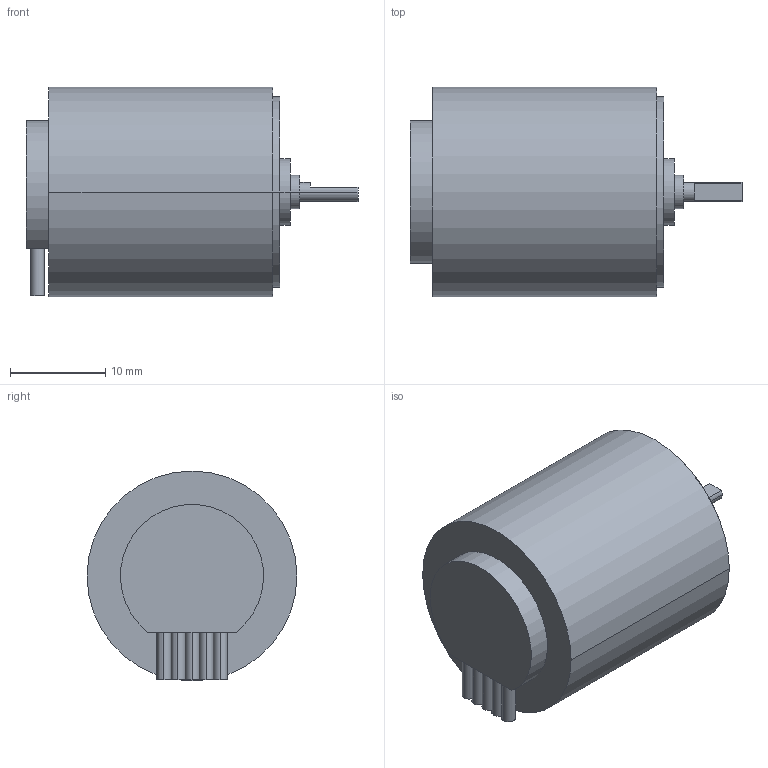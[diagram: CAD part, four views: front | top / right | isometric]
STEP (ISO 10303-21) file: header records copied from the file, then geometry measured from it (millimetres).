
FILE_DESCRIPTION((''),'2;1');
FILE_NAME('2224U012SR_IE2_512_LC','2021-10-19T14:05:29',('silo-mech'),(''),'CREO PARAMETRIC BY PTC INC, 2020454','CREO PARAMETRIC BY PTC INC, 2020454','');
FILE_SCHEMA(('CONFIG_CONTROL_DESIGN'));
Length unit declared in the file: millimetre
Products named in the file (1): 2224U012SR_IE2_512_LC
Bounding box: 34.8 x 22 x 22 mm (x, y, z)
Volume: 9589.7 mm3; surface area: 3008.3 mm2
Topology: 1 solids, 7 shells, 66 faces, 144 edges, 96 vertices
Faces by surface type: cylinder 45, plane 21
Entity records: 1889 total; most frequent: DIRECTION 370, CARTESIAN_POINT 307, ORIENTED_EDGE 264, AXIS2_PLACEMENT_3D 159, EDGE_CURVE 144, VERTEX_POINT 96, CIRCLE 92, EDGE_LOOP 82
